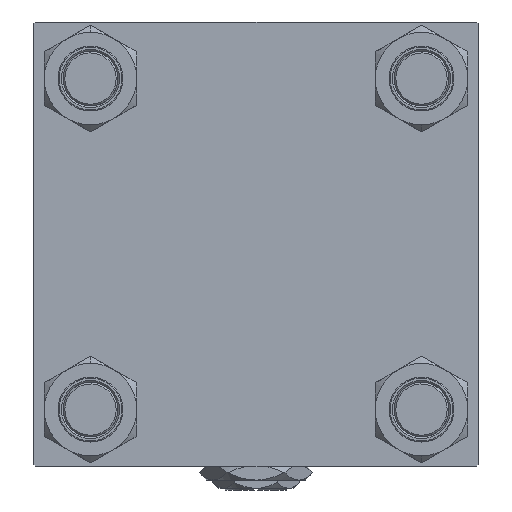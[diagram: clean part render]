
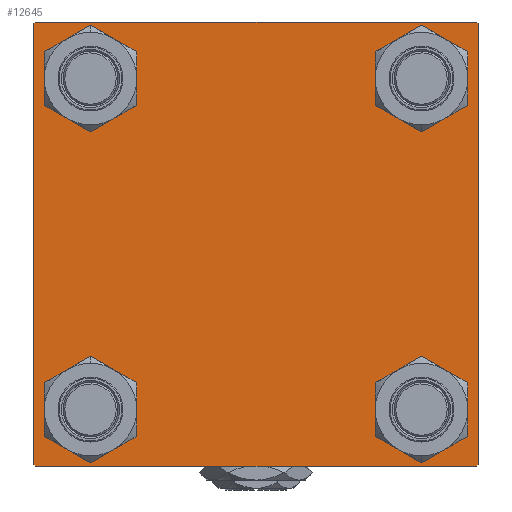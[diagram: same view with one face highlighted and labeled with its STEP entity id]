
A CAD part, left-side view. The second image highlights one B-rep face of the part: STEP entity #12645.
In plain terms, the highlighted planar face has unit normal (-1, 0, 0).
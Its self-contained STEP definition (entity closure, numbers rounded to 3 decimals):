
#96 = ORIENTED_EDGE ( 'NONE', *, *, #39110, .F. ) ;
#316 = DIRECTION ( 'NONE',  ( 0., 0., 1. ) ) ;
#674 = CARTESIAN_POINT ( 'NONE',  ( 0., -64.5, 65. ) ) ;
#850 = DIRECTION ( 'NONE',  ( 1., 0., 0. ) ) ;
#863 = CIRCLE ( 'NONE', #35890, 8.5 ) ;
#979 = CIRCLE ( 'NONE', #6088, 8.5 ) ;
#1200 = ORIENTED_EDGE ( 'NONE', *, *, #17013, .T. ) ;
#1222 = DIRECTION ( 'NONE',  ( 1., 0., 0. ) ) ;
#1551 = DIRECTION ( 'NONE',  ( 0., 0., -1. ) ) ;
#1768 = FACE_BOUND ( 'NONE', #37145, .T. ) ;
#1822 = LINE ( 'NONE', #34463, #46478 ) ;
#2207 = DIRECTION ( 'NONE',  ( 0., 0., -1. ) ) ;
#2403 = CARTESIAN_POINT ( 'NONE',  ( 0., 64.75, -64.75 ) ) ;
#2497 = DIRECTION ( 'NONE',  ( 1., 0., 0. ) ) ;
#2550 = CARTESIAN_POINT ( 'NONE',  ( 0., 0., 0. ) ) ;
#3353 = AXIS2_PLACEMENT_3D ( 'NONE', #44995, #850, #17180 ) ;
#5251 = CARTESIAN_POINT ( 'NONE',  ( 0., 48.45, 39.95 ) ) ;
#5607 = LINE ( 'NONE', #29185, #44215 ) ;
#6088 = AXIS2_PLACEMENT_3D ( 'NONE', #10100, #18941, #10361 ) ;
#6234 = AXIS2_PLACEMENT_3D ( 'NONE', #2550, #27172, #10040 ) ;
#7132 = ORIENTED_EDGE ( 'NONE', *, *, #38381, .T. ) ;
#8112 = ORIENTED_EDGE ( 'NONE', *, *, #37349, .T. ) ;
#8575 = DIRECTION ( 'NONE',  ( 0., 0.707, 0.707 ) ) ;
#8616 = CARTESIAN_POINT ( 'NONE',  ( 0., -48.45, 56.95 ) ) ;
#8877 = EDGE_CURVE ( 'NONE', #47566, #29613, #29998, .T. ) ;
#9081 = EDGE_CURVE ( 'NONE', #30935, #28880, #36984, .T. ) ;
#9381 = EDGE_LOOP ( 'NONE', ( #25117, #1200 ) ) ;
#9628 = VERTEX_POINT ( 'NONE', #10157 ) ;
#10040 = DIRECTION ( 'NONE',  ( 0., 0., 1. ) ) ;
#10100 = CARTESIAN_POINT ( 'NONE',  ( 0., -48.45, 48.45 ) ) ;
#10157 = CARTESIAN_POINT ( 'NONE',  ( 0., 48.45, 56.95 ) ) ;
#10253 = ORIENTED_EDGE ( 'NONE', *, *, #8877, .T. ) ;
#10361 = DIRECTION ( 'NONE',  ( 0., 0., 1. ) ) ;
#10909 = CARTESIAN_POINT ( 'NONE',  ( 0., -48.45, -48.45 ) ) ;
#11238 = CARTESIAN_POINT ( 'NONE',  ( 0., -48.45, -56.95 ) ) ;
#11319 = CARTESIAN_POINT ( 'NONE',  ( 0., 48.45, -48.45 ) ) ;
#12616 = CARTESIAN_POINT ( 'NONE',  ( 0., -48.45, 48.45 ) ) ;
#12645 = ADVANCED_FACE ( 'NONE', ( #42671, #1768, #18617, #13803, #46427 ), #30930, .T. ) ;
#12955 = CARTESIAN_POINT ( 'NONE',  ( 0., 48.45, 48.45 ) ) ;
#13139 = ORIENTED_EDGE ( 'NONE', *, *, #17865, .T. ) ;
#13552 = AXIS2_PLACEMENT_3D ( 'NONE', #10909, #39001, #31536 ) ;
#13647 = VERTEX_POINT ( 'NONE', #5251 ) ;
#13682 = CARTESIAN_POINT ( 'NONE',  ( 0., -64.5, -65. ) ) ;
#13803 = FACE_BOUND ( 'NONE', #9381, .T. ) ;
#14196 = DIRECTION ( 'NONE',  ( 0., -0.707, -0.707 ) ) ;
#14542 = LINE ( 'NONE', #46360, #14665 ) ;
#14665 = VECTOR ( 'NONE', #38863, 1000. ) ;
#14958 = AXIS2_PLACEMENT_3D ( 'NONE', #11319, #2497, #31935 ) ;
#15313 = ORIENTED_EDGE ( 'NONE', *, *, #9081, .T. ) ;
#15400 = EDGE_CURVE ( 'NONE', #15955, #47566, #1822, .T. ) ;
#15955 = VERTEX_POINT ( 'NONE', #22496 ) ;
#16202 = DIRECTION ( 'NONE',  ( 0., -1., 0. ) ) ;
#16358 = VECTOR ( 'NONE', #2207, 1000. ) ;
#16465 = CARTESIAN_POINT ( 'NONE',  ( 0., -65., -64.5 ) ) ;
#16627 = ORIENTED_EDGE ( 'NONE', *, *, #47772, .T. ) ;
#17013 = EDGE_CURVE ( 'NONE', #13647, #9628, #42273, .T. ) ;
#17180 = DIRECTION ( 'NONE',  ( 0., 0., 1. ) ) ;
#17238 = CARTESIAN_POINT ( 'NONE',  ( 0., 48.45, -56.95 ) ) ;
#17257 = VERTEX_POINT ( 'NONE', #8616 ) ;
#17865 = EDGE_CURVE ( 'NONE', #24073, #31272, #38004, .T. ) ;
#18351 = EDGE_CURVE ( 'NONE', #30784, #41247, #31050, .T. ) ;
#18617 = FACE_BOUND ( 'NONE', #33116, .T. ) ;
#18941 = DIRECTION ( 'NONE',  ( 1., 0., 0. ) ) ;
#19312 = CARTESIAN_POINT ( 'NONE',  ( 0., 65., -64.5 ) ) ;
#21390 = VERTEX_POINT ( 'NONE', #674 ) ;
#21564 = CARTESIAN_POINT ( 'NONE',  ( 0., -48.45, -48.45 ) ) ;
#22221 = CARTESIAN_POINT ( 'NONE',  ( 0., -64.75, -64.75 ) ) ;
#22496 = CARTESIAN_POINT ( 'NONE',  ( 0., 65., 64.5 ) ) ;
#22625 = AXIS2_PLACEMENT_3D ( 'NONE', #12955, #25267, #46100 ) ;
#23471 = ORIENTED_EDGE ( 'NONE', *, *, #18351, .T. ) ;
#24073 = VERTEX_POINT ( 'NONE', #36382 ) ;
#24218 = LINE ( 'NONE', #52821, #32435 ) ;
#24571 = EDGE_CURVE ( 'NONE', #9628, #13647, #34751, .T. ) ;
#25117 = ORIENTED_EDGE ( 'NONE', *, *, #24571, .T. ) ;
#25267 = DIRECTION ( 'NONE',  ( 1., 0., 0. ) ) ;
#25313 = VERTEX_POINT ( 'NONE', #47331 ) ;
#25477 = CIRCLE ( 'NONE', #3353, 8.5 ) ;
#27172 = DIRECTION ( 'NONE',  ( -1., 0., 0. ) ) ;
#28880 = VERTEX_POINT ( 'NONE', #52784 ) ;
#29185 = CARTESIAN_POINT ( 'NONE',  ( 0., -64.75, 64.75 ) ) ;
#29364 = CARTESIAN_POINT ( 'NONE',  ( 0., 64.5, 65. ) ) ;
#29613 = VERTEX_POINT ( 'NONE', #43707 ) ;
#29707 = VECTOR ( 'NONE', #47343, 1000. ) ;
#29915 = DIRECTION ( 'NONE',  ( 0., 0., 1. ) ) ;
#29998 = LINE ( 'NONE', #2403, #44658 ) ;
#30046 = ORIENTED_EDGE ( 'NONE', *, *, #34524, .T. ) ;
#30585 = CARTESIAN_POINT ( 'NONE',  ( 0., -65., 65. ) ) ;
#30784 = VERTEX_POINT ( 'NONE', #13682 ) ;
#30830 = VECTOR ( 'NONE', #31393, 1000. ) ;
#30930 = PLANE ( 'NONE',  #6234 ) ;
#30935 = VERTEX_POINT ( 'NONE', #11238 ) ;
#31050 = LINE ( 'NONE', #22221, #29707 ) ;
#31168 = ORIENTED_EDGE ( 'NONE', *, *, #32134, .T. ) ;
#31272 = VERTEX_POINT ( 'NONE', #17238 ) ;
#31393 = DIRECTION ( 'NONE',  ( 0., 0.707, -0.707 ) ) ;
#31536 = DIRECTION ( 'NONE',  ( 0., 0., 1. ) ) ;
#31633 = EDGE_CURVE ( 'NONE', #31272, #24073, #25477, .T. ) ;
#31935 = DIRECTION ( 'NONE',  ( 0., 0., 1. ) ) ;
#32134 = EDGE_CURVE ( 'NONE', #28880, #30935, #34028, .T. ) ;
#32435 = VECTOR ( 'NONE', #16202, 1000. ) ;
#33116 = EDGE_LOOP ( 'NONE', ( #13139, #44665 ) ) ;
#34028 = CIRCLE ( 'NONE', #13552, 8.5 ) ;
#34182 = CARTESIAN_POINT ( 'NONE',  ( 0., 48.45, 48.45 ) ) ;
#34463 = CARTESIAN_POINT ( 'NONE',  ( 0., 65., 65. ) ) ;
#34524 = EDGE_CURVE ( 'NONE', #29613, #30784, #24218, .T. ) ;
#34751 = CIRCLE ( 'NONE', #39860, 8.5 ) ;
#35136 = LINE ( 'NONE', #43939, #30830 ) ;
#35890 = AXIS2_PLACEMENT_3D ( 'NONE', #12616, #37215, #316 ) ;
#36382 = CARTESIAN_POINT ( 'NONE',  ( 0., 48.45, -39.95 ) ) ;
#36984 = CIRCLE ( 'NONE', #52371, 8.5 ) ;
#37145 = EDGE_LOOP ( 'NONE', ( #31168, #15313 ) ) ;
#37215 = DIRECTION ( 'NONE',  ( 1., 0., 0. ) ) ;
#37331 = DIRECTION ( 'NONE',  ( 0., 0., 1. ) ) ;
#37349 = EDGE_CURVE ( 'NONE', #17257, #25313, #863, .T. ) ;
#38004 = CIRCLE ( 'NONE', #14958, 8.5 ) ;
#38381 = EDGE_CURVE ( 'NONE', #45016, #15955, #35136, .T. ) ;
#38552 = ORIENTED_EDGE ( 'NONE', *, *, #15400, .T. ) ;
#38863 = DIRECTION ( 'NONE',  ( 0., -1., 0. ) ) ;
#38998 = CARTESIAN_POINT ( 'NONE',  ( 0., -65., 64.5 ) ) ;
#39001 = DIRECTION ( 'NONE',  ( 1., 0., 0. ) ) ;
#39110 = EDGE_CURVE ( 'NONE', #50832, #41247, #42852, .T. ) ;
#39762 = EDGE_CURVE ( 'NONE', #25313, #17257, #979, .T. ) ;
#39860 = AXIS2_PLACEMENT_3D ( 'NONE', #34182, #50204, #29915 ) ;
#40015 = EDGE_CURVE ( 'NONE', #45016, #21390, #14542, .T. ) ;
#41247 = VERTEX_POINT ( 'NONE', #16465 ) ;
#41634 = EDGE_LOOP ( 'NONE', ( #38552, #10253, #30046, #23471, #96, #16627, #50560, #7132 ) ) ;
#42273 = CIRCLE ( 'NONE', #22625, 8.5 ) ;
#42671 = FACE_BOUND ( 'NONE', #45801, .T. ) ;
#42852 = LINE ( 'NONE', #30585, #16358 ) ;
#43707 = CARTESIAN_POINT ( 'NONE',  ( 0., 64.5, -65. ) ) ;
#43939 = CARTESIAN_POINT ( 'NONE',  ( 0., 64.75, 64.75 ) ) ;
#44215 = VECTOR ( 'NONE', #8575, 1000. ) ;
#44658 = VECTOR ( 'NONE', #14196, 1000. ) ;
#44665 = ORIENTED_EDGE ( 'NONE', *, *, #31633, .T. ) ;
#44995 = CARTESIAN_POINT ( 'NONE',  ( 0., 48.45, -48.45 ) ) ;
#45016 = VERTEX_POINT ( 'NONE', #29364 ) ;
#45801 = EDGE_LOOP ( 'NONE', ( #8112, #46423 ) ) ;
#46100 = DIRECTION ( 'NONE',  ( 0., 0., 1. ) ) ;
#46360 = CARTESIAN_POINT ( 'NONE',  ( 0., 65., 65. ) ) ;
#46423 = ORIENTED_EDGE ( 'NONE', *, *, #39762, .T. ) ;
#46427 = FACE_OUTER_BOUND ( 'NONE', #41634, .T. ) ;
#46478 = VECTOR ( 'NONE', #1551, 1000. ) ;
#47331 = CARTESIAN_POINT ( 'NONE',  ( 0., -48.45, 39.95 ) ) ;
#47343 = DIRECTION ( 'NONE',  ( 0., -0.707, 0.707 ) ) ;
#47566 = VERTEX_POINT ( 'NONE', #19312 ) ;
#47772 = EDGE_CURVE ( 'NONE', #50832, #21390, #5607, .T. ) ;
#50204 = DIRECTION ( 'NONE',  ( 1., 0., 0. ) ) ;
#50560 = ORIENTED_EDGE ( 'NONE', *, *, #40015, .F. ) ;
#50832 = VERTEX_POINT ( 'NONE', #38998 ) ;
#52371 = AXIS2_PLACEMENT_3D ( 'NONE', #21564, #1222, #37331 ) ;
#52784 = CARTESIAN_POINT ( 'NONE',  ( 0., -48.45, -39.95 ) ) ;
#52821 = CARTESIAN_POINT ( 'NONE',  ( 0., 65., -65. ) ) ;
